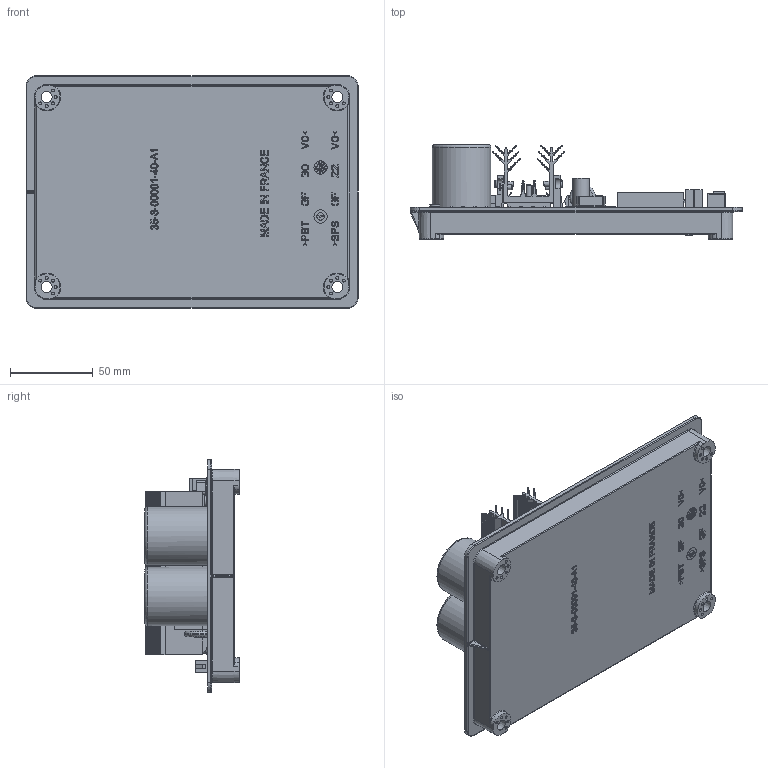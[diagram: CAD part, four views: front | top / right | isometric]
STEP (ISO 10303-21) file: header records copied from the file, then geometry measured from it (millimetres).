
FILE_DESCRIPTION(/* description */ ('','CAx-IF Rec.Pracs.---Representation and Presentation of Product Manufacturing Information (PMI)---4.0---2014-10-13'),/* implementation_level */ '2;1');
FILE_NAME(/* name */ 'DVC550_20211011.stp',/* time_stamp */ '2021-10-11T15:20:26+02:00',/* author */ ('rsj'),/* organization */ (''),/* preprocessor_version */ 'ST-DEVELOPER v18.1',/* originating_system */ 'Autodesk Inventor 2020',/* authorisation */ '');
FILE_SCHEMA (('AP242_MANAGED_MODEL_BASED_3D_ENGINEERING_MIM_LF { 1 0 10303 442 1 1 4 }'));
Products named in the file (1): DVC550_Shrinkwrap_1
Bounding box: 200 x 56.75 x 140 mm (x, y, z)
Volume: 524242.6 mm3; surface area: 136080.6 mm2
Topology: 1 solids, 1 shells, 4874 faces, 13253 edges, 8758 vertices
Faces by surface type: plane 3619, cylinder 729, bspline 311, sphere 102, cone 76, torus 37
Full cylindrical faces by diameter (mm): 0.457 x3, 1 x9, 1.6 x29, 1.75 x20, 2.5 x2, 3 x6, 4 x1, 4.5 x2, 5 x12, 6 x1, 8 x3, 10 x1, 27.75 x2, 35.3 x1, 35.44 x1
Entity records: 162531 total; most frequent: CARTESIAN_POINT 34401, ORIENTED_EDGE 26466, DIRECTION 24162, EDGE_CURVE 13233, LINE 10466, VECTOR 10466, VERTEX_POINT 8757, AXIS2_PLACEMENT_3D 6848
